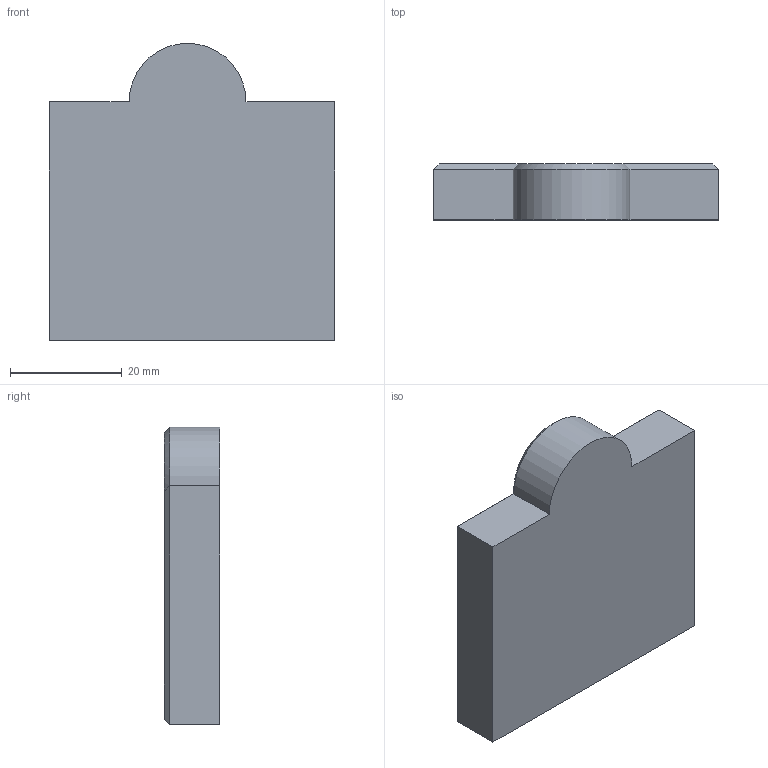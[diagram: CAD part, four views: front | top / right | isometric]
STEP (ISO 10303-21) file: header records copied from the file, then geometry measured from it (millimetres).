
FILE_DESCRIPTION (( 'STEP AP203' ), '1' );
FILE_NAME ('chamfers_orto_parllelpiped.STEP', '2014-02-18T18:17:49', ( 'stan' ), ( '' ), 'SwSTEP 2.0', 'SolidWorks 2012', '' );
FILE_SCHEMA (( 'CONFIG_CONTROL_DESIGN' ));
Length unit declared in the file: millimetre
Products named in the file (1): chamfers_orto_parllelpiped
Bounding box: 51.08 x 10 x 53.3 mm (x, y, z)
Volume: 23498.9 mm3; surface area: 6598.7 mm2
Topology: 1 solids, 1 shells, 14 faces, 30 edges, 18 vertices
Faces by surface type: plane 12, cylinder 1, cone 1
Entity records: 448 total; most frequent: CARTESIAN_POINT 69, DIRECTION 61, ORIENTED_EDGE 60, EDGE_CURVE 30, LINE 25, VECTOR 25, VERTEX_POINT 18, AXIS2_PLACEMENT_3D 18
